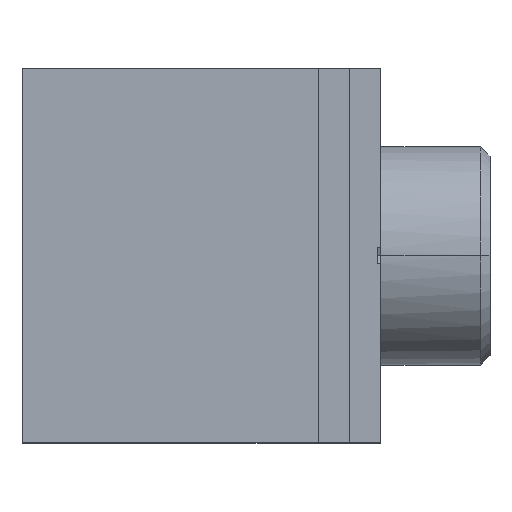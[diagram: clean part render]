
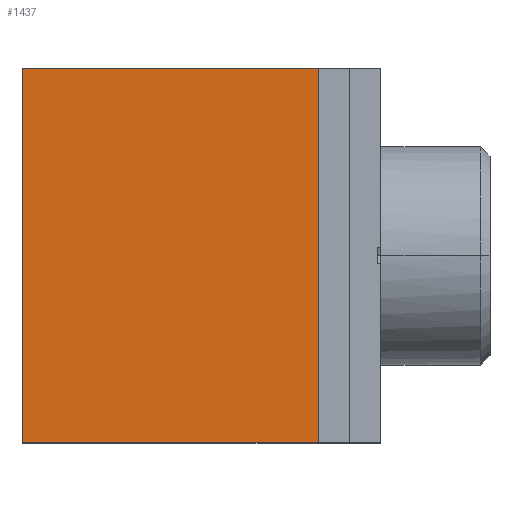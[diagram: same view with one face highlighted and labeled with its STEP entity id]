
A CAD part, top view. The second image highlights one B-rep face of the part: STEP entity #1437.
In plain terms, the highlighted planar face has unit normal (0, 0, 1).
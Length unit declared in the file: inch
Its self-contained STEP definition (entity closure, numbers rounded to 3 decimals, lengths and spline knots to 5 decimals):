
#3 = DIRECTION ( 'NONE',  ( 0., 1., 0. ) ) ;
#48 = EDGE_CURVE ( 'NONE', #3057, #4307, #2988, .T. ) ;
#91 = DIRECTION ( 'NONE',  ( 1., 0., 0. ) ) ;
#284 = DIRECTION ( 'NONE',  ( 1., 0., 0. ) ) ;
#528 = VECTOR ( 'NONE', #3, 39.37008 ) ;
#577 = EDGE_LOOP ( 'NONE', ( #809, #843, #4743, #4299 ) ) ;
#589 = PLANE ( 'NONE',  #865 ) ;
#736 = CARTESIAN_POINT ( 'NONE',  ( -0.1378, -0.23622, 0.1378 ) ) ;
#809 = ORIENTED_EDGE ( 'NONE', *, *, #48, .T. ) ;
#817 = DIRECTION ( 'NONE',  ( 0., 0., -1. ) ) ;
#843 = ORIENTED_EDGE ( 'NONE', *, *, #3486, .T. ) ;
#865 = AXIS2_PLACEMENT_3D ( 'NONE', #4166, #817, #2681 ) ;
#1124 = CARTESIAN_POINT ( 'NONE',  ( -0.21654, -0.23622, 0.1378 ) ) ;
#1308 = CARTESIAN_POINT ( 'NONE',  ( -0.21654, 0.23622, 0.1378 ) ) ;
#1437 = ADVANCED_FACE ( 'NONE', ( #1767 ), #589, .F. ) ;
#1555 = VERTEX_POINT ( 'NONE', #1669 ) ;
#1669 = CARTESIAN_POINT ( 'NONE',  ( -0.59055, 0.23622, 0.1378 ) ) ;
#1767 = FACE_OUTER_BOUND ( 'NONE', #577, .T. ) ;
#2199 = LINE ( 'NONE', #1124, #528 ) ;
#2681 = DIRECTION ( 'NONE',  ( -1., 0., 0. ) ) ;
#2801 = VECTOR ( 'NONE', #91, 39.37008 ) ;
#2870 = CARTESIAN_POINT ( 'NONE',  ( -0.1378, 0.23622, 0.1378 ) ) ;
#2890 = LINE ( 'NONE', #4746, #3459 ) ;
#2988 = LINE ( 'NONE', #736, #3710 ) ;
#3057 = VERTEX_POINT ( 'NONE', #3461 ) ;
#3130 = VERTEX_POINT ( 'NONE', #1308 ) ;
#3285 = LINE ( 'NONE', #2870, #2801 ) ;
#3459 = VECTOR ( 'NONE', #3676, 39.37008 ) ;
#3461 = CARTESIAN_POINT ( 'NONE',  ( -0.59055, -0.23622, 0.1378 ) ) ;
#3486 = EDGE_CURVE ( 'NONE', #4307, #3130, #2199, .T. ) ;
#3676 = DIRECTION ( 'NONE',  ( 0., -1., 0. ) ) ;
#3710 = VECTOR ( 'NONE', #284, 39.37008 ) ;
#4038 = CARTESIAN_POINT ( 'NONE',  ( -0.21654, -0.23622, 0.1378 ) ) ;
#4166 = CARTESIAN_POINT ( 'NONE',  ( -0.1378, 0.23622, 0.1378 ) ) ;
#4177 = EDGE_CURVE ( 'NONE', #1555, #3130, #3285, .T. ) ;
#4295 = EDGE_CURVE ( 'NONE', #1555, #3057, #2890, .T. ) ;
#4299 = ORIENTED_EDGE ( 'NONE', *, *, #4295, .T. ) ;
#4307 = VERTEX_POINT ( 'NONE', #4038 ) ;
#4743 = ORIENTED_EDGE ( 'NONE', *, *, #4177, .F. ) ;
#4746 = CARTESIAN_POINT ( 'NONE',  ( -0.59055, 0.23622, 0.1378 ) ) ;
